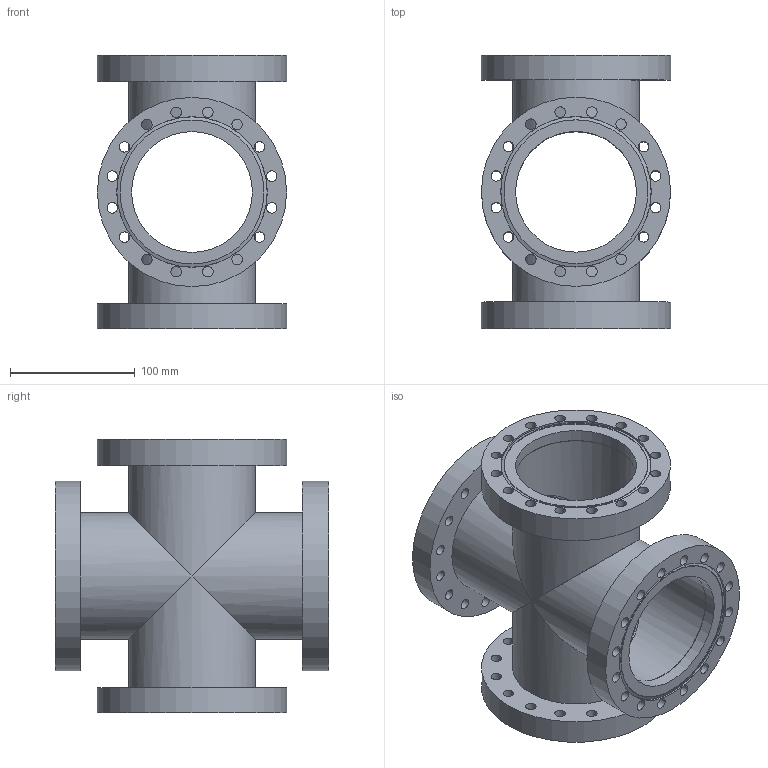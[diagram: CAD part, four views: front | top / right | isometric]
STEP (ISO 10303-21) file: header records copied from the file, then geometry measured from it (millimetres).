
FILE_DESCRIPTION((''),'2;1');
FILE_NAME('405033.stp','2008-05-16T16:10:45',('stelmach'),(''),'Autodesk Inventor 2008','Autodesk Inventor 2008','');
FILE_SCHEMA(('AUTOMOTIVE_DESIGN { 1 0 10303 214 1 1 1 1 }'));
Length unit declared in the file: inch
Products named in the file (6): 405033; 405033-001; 110026 (6.0 X 4.0 NR); 100026 (6.0 X 4.0 R); 100026 (6.0 X 4.0 INS); 100026 (6.0 X 4.0 REC)
Assembly tree (8 placements, depth 3):
  405033
    405033-001  x2
    110026 (6.0 X 4.0 NR)  x2
    100026 (6.0 X 4.0 R)  x2
      100026 (6.0 X 4.0 INS)
      100026 (6.0 X 4.0 REC)
Bounding box: 151.64 x 219.05 x 219.05 mm (x, y, z)
Volume: 920354.4 mm3; surface area: 380198.5 mm2
Topology: 10 solids, 10 shells, 128 faces, 360 edges, 256 vertices
Faces by surface type: bspline 64, cylinder 36, plane 24, cone 4
Full cylindrical faces by diameter (mm): 96.774 x2, 96.838 x2, 97.384 x4, 101.6 x4, 101.854 x4, 104.775 x2, 115.316 x4, 120.396 x2, 120.65 x4, 151.638 x4
Entity records: 2540 total; most frequent: CARTESIAN_POINT 978, DIRECTION 284, ORIENTED_EDGE 196, EDGE_LOOP 192, AXIS2_PLACEMENT_3D 142, FACE_BOUND 128, EDGE_CURVE 98, VERTEX_POINT 96
